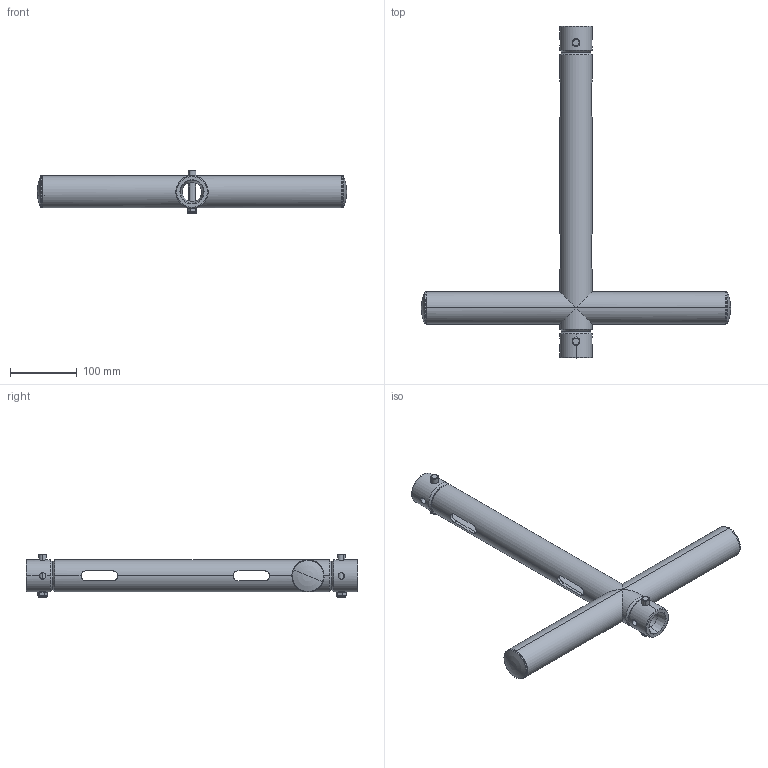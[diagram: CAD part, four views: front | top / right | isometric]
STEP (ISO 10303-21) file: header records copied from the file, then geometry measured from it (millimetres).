
FILE_DESCRIPTION (( 'STEP AP203' ), '1' );
FILE_NAME ('T45767.STEP', '2018-07-30T10:33:11', ( '' ), ( '' ), 'SwSTEP 2.0', 'SolidWorks 2016', '' );
FILE_SCHEMA (( 'CONFIG_CONTROL_DESIGN' ));
Length unit declared in the file: millimetre
Products named in the file (9): T13300_T13300; TH3130; TH3116; T45767; TH3117_TH3131; SW3dPS-nyloc nut, st stl a2 iso_M8 NYLOC; TH3135; TH3129; T45756
Assembly tree (12 placements, depth 3):
  T45767
    TH3130
      TH3129  x2
      TH3117_TH3131
      TH3116  x2
    T13300_T13300  x2
    T45756  x2
      TH3135
      SW3dPS-nyloc nut, st stl a2 iso_M8 NYLOC
Bounding box: 464 x 498 x 66 mm (x, y, z)
Volume: 606711.5 mm3; surface area: 284432.5 mm2
Topology: 11 solids, 11 shells, 246 faces, 560 edges, 338 vertices
Faces by surface type: cone 80, cylinder 74, plane 60, torus 32
Entity records: 6531 total; most frequent: CARTESIAN_POINT 2304, DIRECTION 688, ORIENTED_EDGE 648, EDGE_CURVE 324, AXIS2_PLACEMENT_3D 287, VERTEX_POINT 199, EDGE_LOOP 159, FACE_OUTER_BOUND 136
